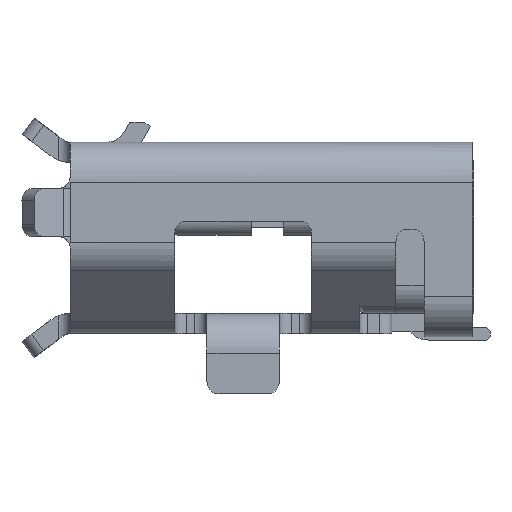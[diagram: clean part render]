
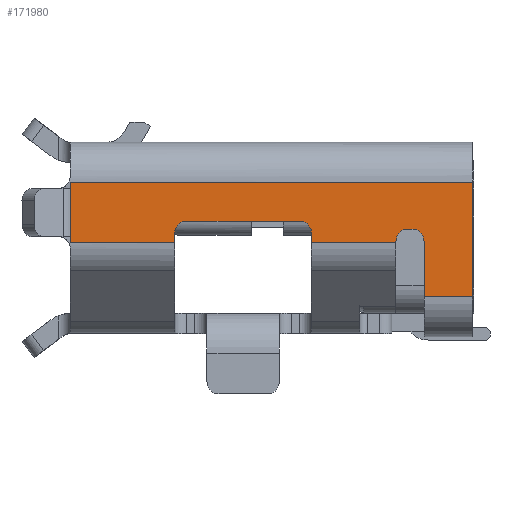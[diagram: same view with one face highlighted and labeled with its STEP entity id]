
A CAD part, left-side view. The second image highlights one B-rep face of the part: STEP entity #171980.
In plain terms, the highlighted planar face has unit normal (-1, 0, 0).
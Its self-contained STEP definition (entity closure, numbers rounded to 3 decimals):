
#166870=CARTESIAN_POINT('',(-3.7,-0.5,
-0.075));
#166880=VERTEX_POINT('',#166870);
#166910=CARTESIAN_POINT('',(-3.7,-0.5,
0.044));
#166920=DIRECTION('',(0.,0.,-1.));
#166930=VECTOR('',#166920,0.119);
#166940=LINE('',#166910,#166930);
#166950=CARTESIAN_POINT('',(-3.7,-0.5,
0.044));
#166960=VERTEX_POINT('',#166950);
#166970=EDGE_CURVE('',#166960,#166880,#166940,.T.);
#167150=CARTESIAN_POINT('',(-3.7,-0.65,
-0.075));
#167160=DIRECTION('',(1.,0.,0.));
#167170=DIRECTION('',(0.,0.,-1.));
#167180=AXIS2_PLACEMENT_3D('',#167150,#167160,#167170);
#167190=CIRCLE('',#167180,0.15);
#167200=CARTESIAN_POINT('',(-3.7,-0.65,-0.225)
);
#167210=VERTEX_POINT('',#167200);
#167220=EDGE_CURVE('',#167210,#166880,#167190,.T.);
#168200=CARTESIAN_POINT('',(-3.7,-3.5,
-0.031));
#168210=VERTEX_POINT('',#168200);
#169030=CARTESIAN_POINT('',(-3.7,-3.5,-0.63));
#169040=DIRECTION('',(0.,0.,-1.));
#169050=VECTOR('',#169040,0.075);
#169060=LINE('',#169030,#169050);
#169070=CARTESIAN_POINT('',(-3.7,-3.5,-0.63));
#169080=VERTEX_POINT('',#169070);
#169090=CARTESIAN_POINT('',(-3.7,-3.5,-0.705))
;
#169100=VERTEX_POINT('',#169090);
#169110=EDGE_CURVE('',#169080,#169100,#169060,.T.);
#169840=CARTESIAN_POINT('',(-3.7,-3.5,-0.705))
;
#169850=DIRECTION('',(0.,1.,0.));
#169860=VECTOR('',#169850,1.);
#169870=LINE('',#169840,#169860);
#170200=CARTESIAN_POINT('',(-3.7,1.5,-0.705));
#170210=VERTEX_POINT('',#170200);
#170240=EDGE_CURVE('',#169100,#170210,#169870,.T.);
#170340=CARTESIAN_POINT('',(-3.7,-3.5,-0.63));
#170350=DIRECTION('',(0.,0.,1.));
#170360=VECTOR('',#170350,0.599);
#170370=LINE('',#170340,#170360);
#170380=EDGE_CURVE('',#169080,#168210,#170370,.T.);
#170830=CARTESIAN_POINT('',(-3.7,-3.5,
0.044));
#170840=DIRECTION('',(1.,-0.,0.));
#170850=DIRECTION('',(0.,0.,-1.));
#170860=AXIS2_PLACEMENT_3D('',#170830,#170840,#170850);
#170870=PLANE('',#170860);
#170880=ORIENTED_EDGE('',*,*,#167220,.T.);
#170890=CARTESIAN_POINT('',(-3.7,-0.65,-0.225)
);
#170900=DIRECTION('',(0.,-1.,0.));
#170910=VECTOR('',#170900,1.4);
#170920=LINE('',#170890,#170910);
#170930=CARTESIAN_POINT('',(-3.7,-2.05,-0.225))
;
#170940=VERTEX_POINT('',#170930);
#170950=EDGE_CURVE('',#167210,#170940,#170920,.T.);
#170960=ORIENTED_EDGE('',*,*,#170950,.F.);
#170970=CARTESIAN_POINT('',(-3.7,-2.05,
-0.075));
#170980=DIRECTION('',(1.,0.,0.));
#170990=DIRECTION('',(0.,-1.,0.));
#171000=AXIS2_PLACEMENT_3D('',#170970,#170980,#170990);
#171010=CIRCLE('',#171000,0.15);
#171020=CARTESIAN_POINT('',(-3.7,-2.2,
-0.075));
#171030=VERTEX_POINT('',#171020);
#171040=EDGE_CURVE('',#171030,#170940,#171010,.T.);
#171050=ORIENTED_EDGE('',*,*,#171040,.T.);
#171060=CARTESIAN_POINT('',(-3.7,-2.2,
0.044));
#171070=DIRECTION('',(0.,0.,-1.));
#171080=VECTOR('',#171070,0.119);
#171090=LINE('',#171060,#171080);
#171100=CARTESIAN_POINT('',(-3.7,-2.2,
0.044));
#171110=VERTEX_POINT('',#171100);
#171120=EDGE_CURVE('',#171110,#171030,#171090,.T.);
#171130=ORIENTED_EDGE('',*,*,#171120,.T.);
#171140=CARTESIAN_POINT('',(-3.7,-3.5,
0.044));
#171150=DIRECTION('',(0.,1.,0.));
#171160=VECTOR('',#171150,1.);
#171170=LINE('',#171140,#171160);
#171180=CARTESIAN_POINT('',(-3.7,-3.5,
0.044));
#171190=VERTEX_POINT('',#171180);
#171200=EDGE_CURVE('',#171190,#171110,#171170,.T.);
#171210=ORIENTED_EDGE('',*,*,#171200,.T.);
#171220=CARTESIAN_POINT('',(-3.7,-3.5,
0.044));
#171230=DIRECTION('',(0.,0.,-1.));
#171240=VECTOR('',#171230,0.075);
#171250=LINE('',#171220,#171240);
#171260=EDGE_CURVE('',#171190,#168210,#171250,.T.);
#171270=ORIENTED_EDGE('',*,*,#171260,.F.);
#171280=ORIENTED_EDGE('',*,*,#170380,.T.);
#171290=ORIENTED_EDGE('',*,*,#169110,.F.);
#171300=ORIENTED_EDGE('',*,*,#170240,.F.);
#171310=CARTESIAN_POINT('',(-3.7,1.5,0.715));
#171320=DIRECTION('',(0.,0.,-1.));
#171330=VECTOR('',#171320,1.42);
#171340=LINE('',#171310,#171330);
#171350=CARTESIAN_POINT('',(-3.7,1.5,0.715));
#171360=VERTEX_POINT('',#171350);
#171370=EDGE_CURVE('',#171360,#170210,#171340,.T.);
#171380=ORIENTED_EDGE('',*,*,#171370,.T.);
#171390=CARTESIAN_POINT('',(-3.7,1.5,0.715));
#171400=DIRECTION('',(0.,-1.,0.));
#171410=VECTOR('',#171400,0.6);
#171420=LINE('',#171390,#171410);
#171430=CARTESIAN_POINT('',(-3.7,0.9,0.715));
#171440=VERTEX_POINT('',#171430);
#171450=EDGE_CURVE('',#171360,#171440,#171420,.T.);
#171460=ORIENTED_EDGE('',*,*,#171450,.F.);
#171470=CARTESIAN_POINT('',(-3.7,0.9,
0.025));
#171480=DIRECTION('',(0.,0.,1.));
#171490=VECTOR('',#171480,0.69);
#171500=LINE('',#171470,#171490);
#171510=CARTESIAN_POINT('',(-3.7,0.9,
0.025));
#171520=VERTEX_POINT('',#171510);
#171530=EDGE_CURVE('',#171520,#171440,#171500,.T.);
#171540=ORIENTED_EDGE('',*,*,#171530,.T.);
#171550=CARTESIAN_POINT('',(-3.7,0.75,
0.025));
#171560=DIRECTION('',(1.,0.,0.));
#171570=DIRECTION('',(0.,0.,-1.));
#171580=AXIS2_PLACEMENT_3D('',#171550,#171560,#171570);
#171590=CIRCLE('',#171580,0.15);
#171600=CARTESIAN_POINT('',(-3.7,0.75,-0.125))
;
#171610=VERTEX_POINT('',#171600);
#171620=EDGE_CURVE('',#171610,#171520,#171590,.T.);
#171630=ORIENTED_EDGE('',*,*,#171620,.T.);
#171640=CARTESIAN_POINT('',(-3.7,0.75,-0.125))
;
#171650=DIRECTION('',(0.,-1.,0.));
#171660=VECTOR('',#171650,0.05);
#171670=LINE('',#171640,#171660);
#171680=CARTESIAN_POINT('',(-3.7,0.7,-0.125))
;
#171690=VERTEX_POINT('',#171680);
#171700=EDGE_CURVE('',#171610,#171690,#171670,.T.);
#171710=ORIENTED_EDGE('',*,*,#171700,.F.);
#171720=CARTESIAN_POINT('',(-3.7,0.7,
0.025));
#171730=DIRECTION('',(1.,0.,0.));
#171740=DIRECTION('',(0.,-1.,0.));
#171750=AXIS2_PLACEMENT_3D('',#171720,#171730,#171740);
#171760=CIRCLE('',#171750,0.15);
#171770=CARTESIAN_POINT('',(-3.7,0.55,
0.025));
#171780=VERTEX_POINT('',#171770);
#171790=EDGE_CURVE('',#171780,#171690,#171760,.T.);
#171800=ORIENTED_EDGE('',*,*,#171790,.T.);
#171810=CARTESIAN_POINT('',(-3.7,0.55,
0.044));
#171820=DIRECTION('',(-0.,0.,-1.));
#171830=VECTOR('',#171820,0.019);
#171840=LINE('',#171810,#171830);
#171850=CARTESIAN_POINT('',(-3.7,0.55,
0.044));
#171860=VERTEX_POINT('',#171850);
#171870=EDGE_CURVE('',#171860,#171780,#171840,.T.);
#171880=ORIENTED_EDGE('',*,*,#171870,.T.);
#171890=CARTESIAN_POINT('',(-3.7,-3.5,
0.044));
#171900=DIRECTION('',(0.,1.,0.));
#171910=VECTOR('',#171900,1.);
#171920=LINE('',#171890,#171910);
#171930=EDGE_CURVE('',#166960,#171860,#171920,.T.);
#171940=ORIENTED_EDGE('',*,*,#171930,.T.);
#171950=ORIENTED_EDGE('',*,*,#166970,.F.);
#171960=EDGE_LOOP('',(#171950,#171940,#171880,#171800,#171710,#171630,
#171540,#171460,#171380,#171300,#171290,#171280,#171270,#171210,#171130,
#171050,#170960,#170880));
#171970=FACE_OUTER_BOUND('',#171960,.T.);
#171980=ADVANCED_FACE('',(#171970),#170870,.F.);
